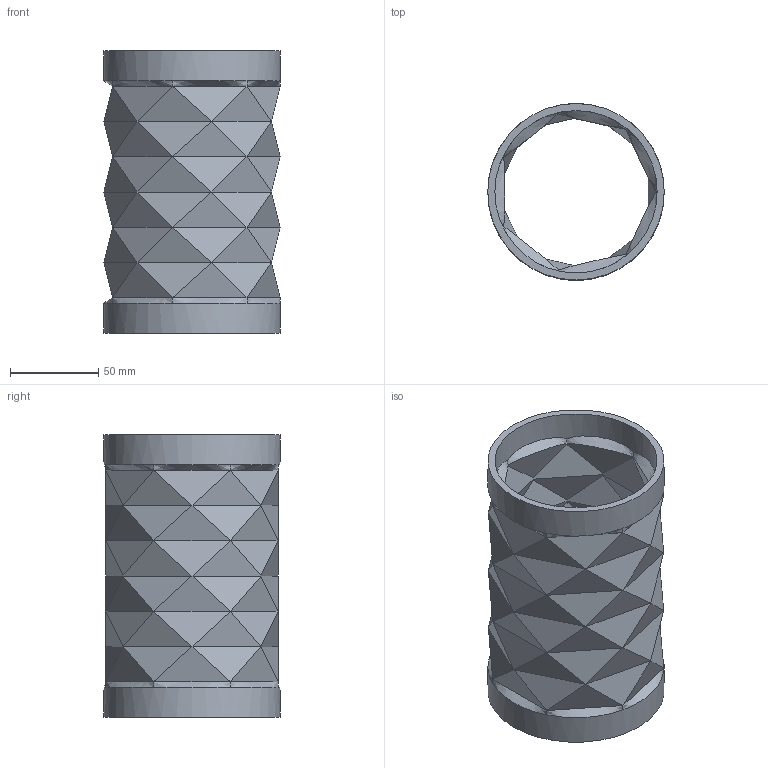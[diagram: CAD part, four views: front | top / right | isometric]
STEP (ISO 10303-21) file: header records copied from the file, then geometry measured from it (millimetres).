
FILE_DESCRIPTION(/* description */ (''),/* implementation_level */ '2;1');
FILE_NAME(/* name */ 'origami.step',/* time_stamp */ '2025-07-12T15:32:43-07:00',/* author */ (''),/* organization */ (''),/* preprocessor_version */ 'ST-DEVELOPER v20.1',/* originating_system */ 'Autodesk Translation Framework v14.10.0.0',/* authorisation */ '');
FILE_SCHEMA (('AUTOMOTIVE_DESIGN { 1 0 10303 214 3 1 1 }'));
Length unit declared in the file: millimetre
Products named in the file (1): (Unsaved)
Bounding box: 100 x 100 x 160 mm (x, y, z)
Volume: 195857.5 mm3; surface area: 100325.9 mm2
Topology: 1 solids, 1 shells, 202 faces, 418 edges, 218 vertices
Faces by surface type: plane 170, bspline 28, cylinder 4
Full cylindrical faces by diameter (mm): 92 x2, 100 x2
Entity records: 6687 total; most frequent: CARTESIAN_POINT 2655, ORIENTED_EDGE 836, DIRECTION 744, EDGE_CURVE 418, LINE 354, VECTOR 354, VERTEX_POINT 218, EDGE_LOOP 204
